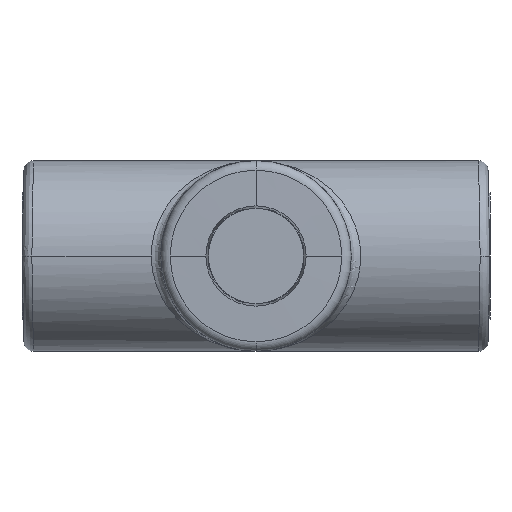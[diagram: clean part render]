
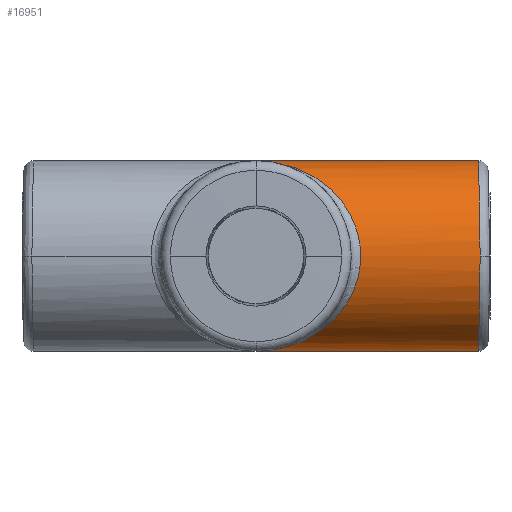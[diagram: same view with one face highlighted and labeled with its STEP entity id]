
A CAD part, front view. The second image highlights one B-rep face of the part: STEP entity #16951.
In plain terms, the highlighted cylindrical face has radius 23.812 mm (diameter 47.625 mm), a partial arc.
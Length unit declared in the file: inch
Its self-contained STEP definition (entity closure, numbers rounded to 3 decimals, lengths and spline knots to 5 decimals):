
#2901 =( BOUNDED_CURVE ( )  B_SPLINE_CURVE ( 3, ( #7186, #20391, #22566, #9487 ),
 .UNSPECIFIED., .F., .F. ) 
 B_SPLINE_CURVE_WITH_KNOTS ( ( 4, 4 ),
 ( 1.5708, 3.14159 ),
 .UNSPECIFIED. ) 
 CURVE ( )  GEOMETRIC_REPRESENTATION_ITEM ( )  RATIONAL_B_SPLINE_CURVE ( ( 1., 0.805, 0.805, 1. ) ) 
 REPRESENTATION_ITEM ( '' )  );
#2936 =( BOUNDED_CURVE ( )  B_SPLINE_CURVE ( 3, ( #6225, #10770, #28240, #15142 ),
 .UNSPECIFIED., .F., .F. ) 
 B_SPLINE_CURVE_WITH_KNOTS ( ( 4, 4 ),
 ( 1.5708, 4.71239 ),
 .UNSPECIFIED. ) 
 CURVE ( )  GEOMETRIC_REPRESENTATION_ITEM ( )  RATIONAL_B_SPLINE_CURVE ( ( 1., 0.333, 0.333, 1. ) ) 
 REPRESENTATION_ITEM ( '' )  );
#4687 = CARTESIAN_POINT ( 'NONE',  ( 2.20824, -0.9375, 0. ) ) ;
#4891 = DIRECTION ( 'NONE',  ( -1., 0., 0. ) ) ;
#5014 = VECTOR ( 'NONE', #19496, 39.37008 ) ;
#5047 = LINE ( 'NONE', #14948, #5014 ) ;
#5096 = EDGE_LOOP ( 'NONE', ( #9132, #9211, #8907, #9098, #24376 ) ) ;
#6153 = CARTESIAN_POINT ( 'NONE',  ( 2.19351, 0., 0.9375 ) ) ;
#6225 = CARTESIAN_POINT ( 'NONE',  ( 0., 0., 0.9375 ) ) ;
#6254 = VERTEX_POINT ( 'NONE', #25156 ) ;
#7186 = CARTESIAN_POINT ( 'NONE',  ( 2.20824, -0.9375, 0. ) ) ;
#8739 = VERTEX_POINT ( 'NONE', #6153 ) ;
#8907 = ORIENTED_EDGE ( 'NONE', *, *, #9569, .F. ) ;
#9098 = ORIENTED_EDGE ( 'NONE', *, *, #13129, .T. ) ;
#9132 = ORIENTED_EDGE ( 'NONE', *, *, #13485, .T. ) ;
#9211 = ORIENTED_EDGE ( 'NONE', *, *, #13479, .F. ) ;
#9366 = CARTESIAN_POINT ( 'NONE',  ( 2.19351, 0., -0.9375 ) ) ;
#9487 = CARTESIAN_POINT ( 'NONE',  ( 2.19351, 0., 0.9375 ) ) ;
#9491 = VERTEX_POINT ( 'NONE', #14955 ) ;
#9569 = EDGE_CURVE ( 'NONE', #9491, #14329, #22271, .T. ) ;
#10770 = CARTESIAN_POINT ( 'NONE',  ( 2.0625, -1.875, 0.9375 ) ) ;
#11299 = EDGE_CURVE ( 'NONE', #8739, #6254, #14081, .T. ) ;
#11519 = CARTESIAN_POINT ( 'NONE',  ( 2.302, 0., 0. ) ) ;
#13129 = EDGE_CURVE ( 'NONE', #9491, #8739, #2901, .T. ) ;
#13479 = EDGE_CURVE ( 'NONE', #14329, #15386, #5047, .T. ) ;
#13485 = EDGE_CURVE ( 'NONE', #6254, #15386, #2936, .T. ) ;
#13514 = VECTOR ( 'NONE', #4891, 39.37008 ) ;
#14081 = LINE ( 'NONE', #20465, #13514 ) ;
#14329 = VERTEX_POINT ( 'NONE', #19804 ) ;
#14948 = CARTESIAN_POINT ( 'NONE',  ( 4.4216, 0., -0.9375 ) ) ;
#14955 = CARTESIAN_POINT ( 'NONE',  ( 2.20824, -0.9375, 0. ) ) ;
#15142 = CARTESIAN_POINT ( 'NONE',  ( 0., 0., -0.9375 ) ) ;
#15386 = VERTEX_POINT ( 'NONE', #26356 ) ;
#16951 = ADVANCED_FACE ( 'NONE', ( #23157 ), #23038, .T. ) ;
#19496 = DIRECTION ( 'NONE',  ( -1., 0., 0. ) ) ;
#19804 = CARTESIAN_POINT ( 'NONE',  ( 2.19351, 0., -0.9375 ) ) ;
#20263 = CARTESIAN_POINT ( 'NONE',  ( 2.19961, -0.9375, -0.54917 ) ) ;
#20391 = CARTESIAN_POINT ( 'NONE',  ( 2.19961, -0.9375, 0.54917 ) ) ;
#20465 = CARTESIAN_POINT ( 'NONE',  ( 4.4216, 0., 0.9375 ) ) ;
#22271 =( BOUNDED_CURVE ( )  B_SPLINE_CURVE ( 3, ( #4687, #20263, #22446, #9366 ),
 .UNSPECIFIED., .F., .F. ) 
 B_SPLINE_CURVE_WITH_KNOTS ( ( 4, 4 ),
 ( 1.5708, 3.14159 ),
 .UNSPECIFIED. ) 
 CURVE ( )  GEOMETRIC_REPRESENTATION_ITEM ( )  RATIONAL_B_SPLINE_CURVE ( ( 1., 0.805, 0.805, 1. ) ) 
 REPRESENTATION_ITEM ( '' )  );
#22446 = CARTESIAN_POINT ( 'NONE',  ( 2.19351, -0.54917, -0.9375 ) ) ;
#22566 = CARTESIAN_POINT ( 'NONE',  ( 2.19351, -0.54917, 0.9375 ) ) ;
#23038 = CYLINDRICAL_SURFACE ( 'NONE', #27183, 0.9375 ) ;
#23157 = FACE_OUTER_BOUND ( 'NONE', #5096, .T. ) ;
#24376 = ORIENTED_EDGE ( 'NONE', *, *, #11299, .T. ) ;
#24651 = DIRECTION ( 'NONE',  ( 1., 0., 0. ) ) ;
#25156 = CARTESIAN_POINT ( 'NONE',  ( 0., 0., 0.9375 ) ) ;
#26356 = CARTESIAN_POINT ( 'NONE',  ( 0., 0., -0.9375 ) ) ;
#26843 = DIRECTION ( 'NONE',  ( 0., 0., -1. ) ) ;
#27183 = AXIS2_PLACEMENT_3D ( 'NONE', #11519, #24651, #26843 ) ;
#28240 = CARTESIAN_POINT ( 'NONE',  ( 2.0625, -1.875, -0.9375 ) ) ;
